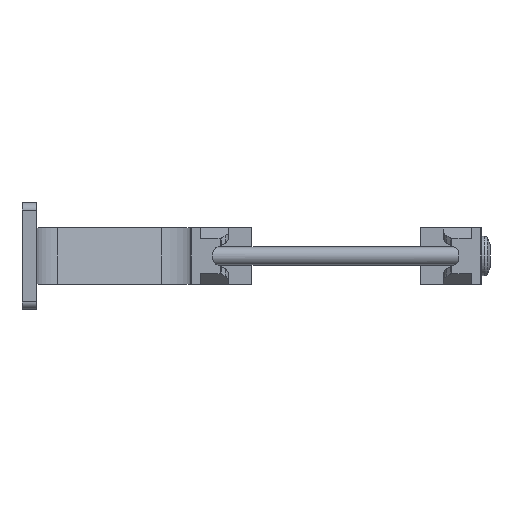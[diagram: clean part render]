
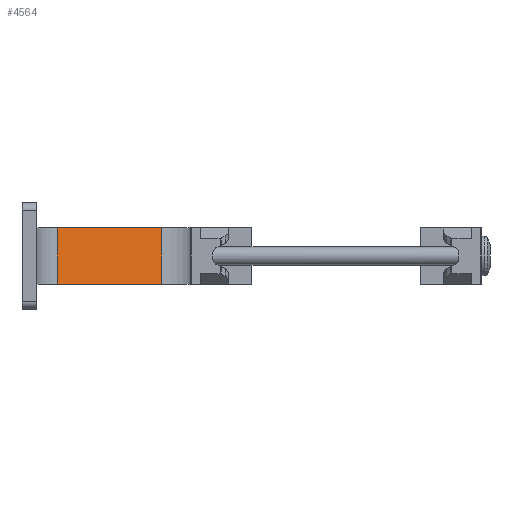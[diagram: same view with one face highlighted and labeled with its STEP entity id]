
A CAD part, front view. The second image highlights one B-rep face of the part: STEP entity #4564.
In plain terms, the highlighted face is planar.
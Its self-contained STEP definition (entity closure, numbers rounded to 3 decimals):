
#1046=ORIENTED_EDGE('',*,*,#1703,.F.);
#1047=ORIENTED_EDGE('',*,*,#1704,.T.);
#1048=ORIENTED_EDGE('',*,*,#1700,.T.);
#1049=ORIENTED_EDGE('',*,*,#1705,.T.);
#1700=EDGE_CURVE('',#2096,#2097,#2425,.T.);
#1703=EDGE_CURVE('',#2098,#2099,#2426,.T.);
#1704=EDGE_CURVE('',#2098,#2096,#2427,.T.);
#1705=EDGE_CURVE('',#2097,#2099,#2428,.T.);
#2096=VERTEX_POINT('',#6921);
#2097=VERTEX_POINT('',#6922);
#2098=VERTEX_POINT('',#6927);
#2099=VERTEX_POINT('',#6928);
#2425=LINE('',#6920,#2733);
#2426=LINE('',#6926,#2734);
#2427=LINE('',#6929,#2735);
#2428=LINE('',#6930,#2736);
#2733=VECTOR('',#5755,1000.);
#2734=VECTOR('',#5762,1000.);
#2735=VECTOR('',#5763,1000.);
#2736=VECTOR('',#5764,1000.);
#2979=EDGE_LOOP('',(#1046,#1047,#1048,#1049));
#3237=FACE_BOUND('',#2979,.T.);
#3399=PLANE('',#4890);
#4564=ADVANCED_FACE('',(#3237),#3399,.F.);
#4890=AXIS2_PLACEMENT_3D('',#6925,#5760,#5761);
#5755=DIRECTION('',(0.,0.,-1.));
#5760=DIRECTION('',(0.5,0.866,0.));
#5761=DIRECTION('',(-0.866,0.5,0.));
#5762=DIRECTION('',(0.,0.,-1.));
#5763=DIRECTION('',(-0.866,0.5,0.));
#5764=DIRECTION('',(0.866,-0.5,0.));
#6920=CARTESIAN_POINT('',(4.,-25.928,7.5));
#6921=CARTESIAN_POINT('',(4.,-25.928,4.));
#6922=CARTESIAN_POINT('',(4.,-25.928,-4.));
#6925=CARTESIAN_POINT('',(4.,-25.928,7.5));
#6926=CARTESIAN_POINT('',(18.8,-34.473,7.5));
#6927=CARTESIAN_POINT('',(18.8,-34.473,4.));
#6928=CARTESIAN_POINT('',(18.8,-34.473,-4.));
#6929=CARTESIAN_POINT('',(4.,-25.928,4.));
#6930=CARTESIAN_POINT('',(4.,-25.928,-4.));
